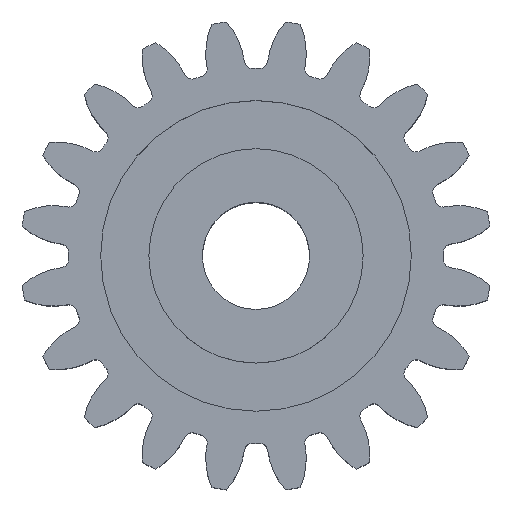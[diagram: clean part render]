
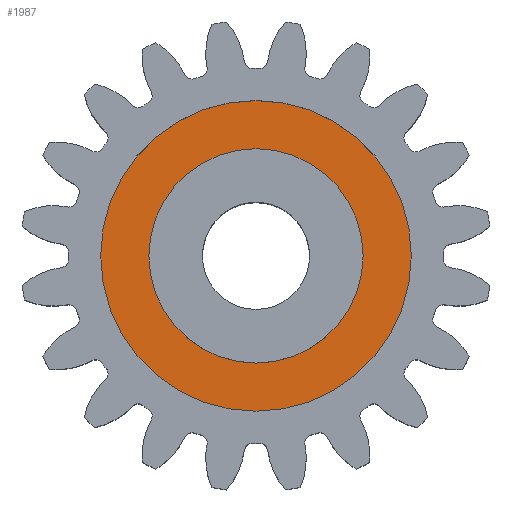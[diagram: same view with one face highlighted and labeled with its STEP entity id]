
A CAD part, top view. The second image highlights one B-rep face of the part: STEP entity #1987.
In plain terms, the highlighted planar face has unit normal (0, 0, 1).
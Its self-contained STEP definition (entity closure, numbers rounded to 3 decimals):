
#1814 = EDGE_CURVE ( 'NONE', #2005, #2015, #3790, .T. ) ;
#1815 = EDGE_CURVE ( 'NONE', #2012, #2018, #3852, .T. ) ;
#1818 = ORIENTED_EDGE ( 'NONE', *, *, #2017, .T. ) ;
#1821 = EDGE_LOOP ( 'NONE', ( #1818, #1990 ) ) ;
#1972 = ORIENTED_EDGE ( 'NONE', *, *, #2006, .F. ) ;
#1987 = ADVANCED_FACE ( 'NONE', ( #4226, #4024 ), #4018, .F. ) ;
#1990 = ORIENTED_EDGE ( 'NONE', *, *, #1815, .T. ) ;
#1991 = EDGE_LOOP ( 'NONE', ( #1992, #1972 ) ) ;
#1992 = ORIENTED_EDGE ( 'NONE', *, *, #1814, .F. ) ;
#2005 = VERTEX_POINT ( 'NONE', #4033 ) ;
#2006 = EDGE_CURVE ( 'NONE', #2015, #2005, #4019, .T. ) ;
#2012 = VERTEX_POINT ( 'NONE', #4072 ) ;
#2015 = VERTEX_POINT ( 'NONE', #4068 ) ;
#2017 = EDGE_CURVE ( 'NONE', #2018, #2012, #4059, .T. ) ;
#2018 = VERTEX_POINT ( 'NONE', #4061 ) ;
#3790 = CIRCLE ( 'NONE', #3906, 14.5 ) ;
#3851 = DIRECTION ( 'NONE',  ( 0., 0., -1. ) ) ;
#3852 = CIRCLE ( 'NONE', #3904, 10. ) ;
#3859 = CARTESIAN_POINT ( 'NONE',  ( 0., 0., 10.5 ) ) ;
#3900 = DIRECTION ( 'NONE',  ( -1., 0., 0. ) ) ;
#3901 = DIRECTION ( 'NONE',  ( 0., 0., -1. ) ) ;
#3904 = AXIS2_PLACEMENT_3D ( 'NONE', #3907, #3901, #3900 ) ;
#3905 = DIRECTION ( 'NONE',  ( -1., 0., 0. ) ) ;
#3906 = AXIS2_PLACEMENT_3D ( 'NONE', #3859, #3851, #3905 ) ;
#3907 = CARTESIAN_POINT ( 'NONE',  ( 0., 0., 10.5 ) ) ;
#4006 = DIRECTION ( 'NONE',  ( -1., 0., 0. ) ) ;
#4007 = DIRECTION ( 'NONE',  ( 0., 0., -1. ) ) ;
#4008 = CARTESIAN_POINT ( 'NONE',  ( 0., 0., 10.5 ) ) ;
#4013 = AXIS2_PLACEMENT_3D ( 'NONE', #4077, #4076, #4075 ) ;
#4018 = PLANE ( 'NONE',  #4021 ) ;
#4019 = CIRCLE ( 'NONE', #4013, 14.5 ) ;
#4021 = AXIS2_PLACEMENT_3D ( 'NONE', #4008, #4007, #4006 ) ;
#4024 = FACE_OUTER_BOUND ( 'NONE', #1991, .T. ) ;
#4033 = CARTESIAN_POINT ( 'NONE',  ( -14.5, 0., 10.5 ) ) ;
#4055 = DIRECTION ( 'NONE',  ( -1., 0., 0. ) ) ;
#4056 = DIRECTION ( 'NONE',  ( 0., 0., -1. ) ) ;
#4057 = CARTESIAN_POINT ( 'NONE',  ( 0., 0., 10.5 ) ) ;
#4058 = AXIS2_PLACEMENT_3D ( 'NONE', #4057, #4056, #4055 ) ;
#4059 = CIRCLE ( 'NONE', #4058, 10. ) ;
#4061 = CARTESIAN_POINT ( 'NONE',  ( -10., 0., 10.5 ) ) ;
#4068 = CARTESIAN_POINT ( 'NONE',  ( 14.5, 0., 10.5 ) ) ;
#4072 = CARTESIAN_POINT ( 'NONE',  ( 10., 0., 10.5 ) ) ;
#4075 = DIRECTION ( 'NONE',  ( -1., 0., 0. ) ) ;
#4076 = DIRECTION ( 'NONE',  ( 0., 0., -1. ) ) ;
#4077 = CARTESIAN_POINT ( 'NONE',  ( 0., 0., 10.5 ) ) ;
#4226 = FACE_BOUND ( 'NONE', #1821, .T. ) ;
